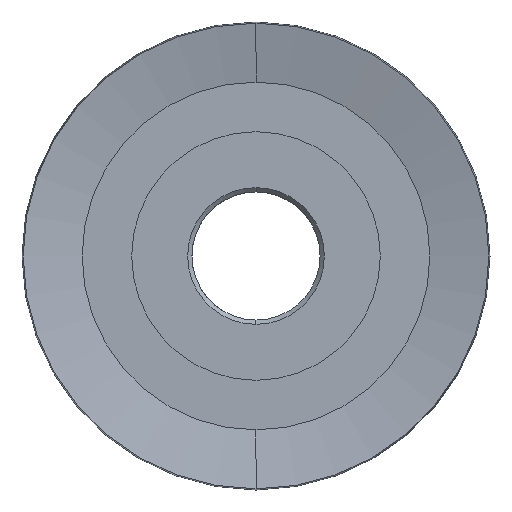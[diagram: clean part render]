
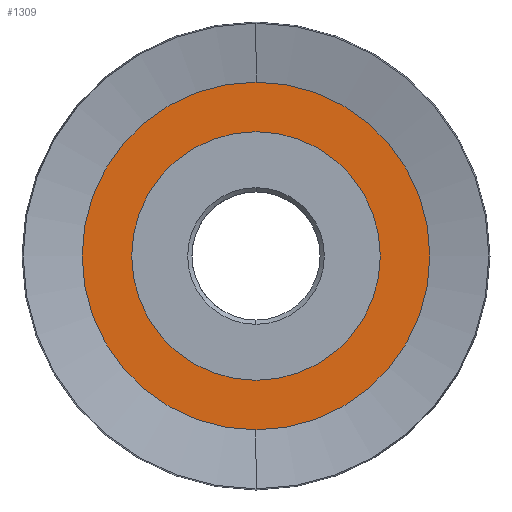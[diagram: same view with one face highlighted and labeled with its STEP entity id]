
A CAD part, left-side view. The second image highlights one B-rep face of the part: STEP entity #1309.
In plain terms, the highlighted planar face has unit normal (-1, 0, 0).
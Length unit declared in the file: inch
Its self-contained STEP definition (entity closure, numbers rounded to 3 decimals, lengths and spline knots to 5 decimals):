
#137 = CIRCLE ( 'NONE', #7346, 0.2545 ) ;
#235 = ORIENTED_EDGE ( 'NONE', *, *, #3702, .F. ) ;
#285 = DIRECTION ( 'NONE',  ( -1., 0., 0. ) ) ;
#363 = CIRCLE ( 'NONE', #7273, 0.182 ) ;
#415 = DIRECTION ( 'NONE',  ( -1., 0., 0. ) ) ;
#594 = EDGE_LOOP ( 'NONE', ( #6477, #2122 ) ) ;
#791 = DIRECTION ( 'NONE',  ( -1., 0., 0. ) ) ;
#833 = CARTESIAN_POINT ( 'NONE',  ( -0.2875, 0.2545, 0. ) ) ;
#1309 = ADVANCED_FACE ( 'NONE', ( #9956, #7457 ), #8416, .T. ) ;
#2122 = ORIENTED_EDGE ( 'NONE', *, *, #9865, .T. ) ;
#2557 = DIRECTION ( 'NONE',  ( 0., 0., 1. ) ) ;
#3508 = VERTEX_POINT ( 'NONE', #7029 ) ;
#3702 = EDGE_CURVE ( 'NONE', #9846, #9325, #363, .T. ) ;
#3762 = EDGE_CURVE ( 'NONE', #9325, #9846, #9387, .T. ) ;
#4173 = EDGE_LOOP ( 'NONE', ( #235, #7640 ) ) ;
#4279 = AXIS2_PLACEMENT_3D ( 'NONE', #833, #7611, #2557 ) ;
#4713 = CARTESIAN_POINT ( 'NONE',  ( -0.2875, 0., 0. ) ) ;
#5376 = AXIS2_PLACEMENT_3D ( 'NONE', #5876, #791, #6724 ) ;
#5379 = CARTESIAN_POINT ( 'NONE',  ( -0.2875, 0., 0. ) ) ;
#5498 = CARTESIAN_POINT ( 'NONE',  ( -0.2875, 0., 0. ) ) ;
#5585 = DIRECTION ( 'NONE',  ( 0., 0., 1. ) ) ;
#5876 = CARTESIAN_POINT ( 'NONE',  ( -0.2875, 0., 0. ) ) ;
#5977 = CARTESIAN_POINT ( 'NONE',  ( -0.2875, 0., -0.182 ) ) ;
#6245 = DIRECTION ( 'NONE',  ( 0., 0., 1. ) ) ;
#6364 = DIRECTION ( 'NONE',  ( 0., 0., 1. ) ) ;
#6477 = ORIENTED_EDGE ( 'NONE', *, *, #7051, .T. ) ;
#6724 = DIRECTION ( 'NONE',  ( 0., 0., 1. ) ) ;
#7029 = CARTESIAN_POINT ( 'NONE',  ( -0.2875, 0., 0.2545 ) ) ;
#7051 = EDGE_CURVE ( 'NONE', #3508, #10530, #137, .T. ) ;
#7273 = AXIS2_PLACEMENT_3D ( 'NONE', #5498, #415, #6364 ) ;
#7346 = AXIS2_PLACEMENT_3D ( 'NONE', #5379, #285, #6245 ) ;
#7457 = FACE_BOUND ( 'NONE', #4173, .T. ) ;
#7611 = DIRECTION ( 'NONE',  ( -1., 0., 0. ) ) ;
#7640 = ORIENTED_EDGE ( 'NONE', *, *, #3762, .F. ) ;
#7990 = CARTESIAN_POINT ( 'NONE',  ( -0.2875, 0., -0.2545 ) ) ;
#8416 = PLANE ( 'NONE',  #4279 ) ;
#9180 = CARTESIAN_POINT ( 'NONE',  ( -0.2875, 0., 0.182 ) ) ;
#9325 = VERTEX_POINT ( 'NONE', #5977 ) ;
#9387 = CIRCLE ( 'NONE', #9521, 0.182 ) ;
#9521 = AXIS2_PLACEMENT_3D ( 'NONE', #4713, #10616, #5585 ) ;
#9846 = VERTEX_POINT ( 'NONE', #9180 ) ;
#9865 = EDGE_CURVE ( 'NONE', #10530, #3508, #10812, .T. ) ;
#9956 = FACE_OUTER_BOUND ( 'NONE', #594, .T. ) ;
#10530 = VERTEX_POINT ( 'NONE', #7990 ) ;
#10616 = DIRECTION ( 'NONE',  ( -1., 0., 0. ) ) ;
#10812 = CIRCLE ( 'NONE', #5376, 0.2545 ) ;
